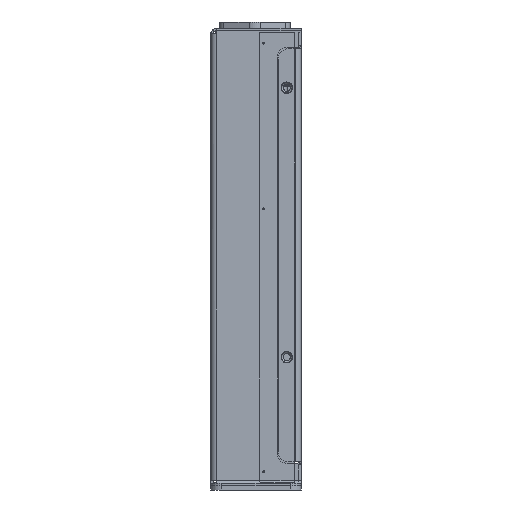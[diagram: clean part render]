
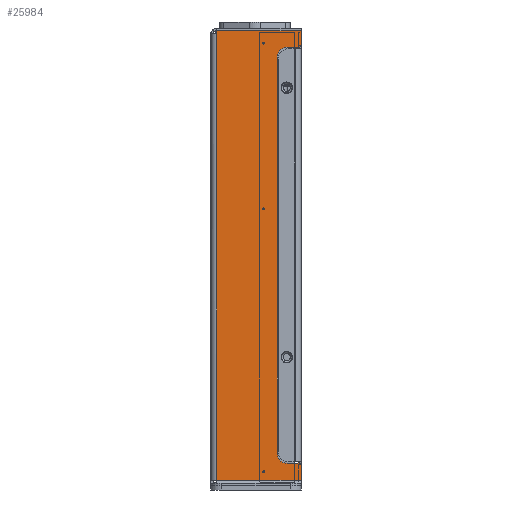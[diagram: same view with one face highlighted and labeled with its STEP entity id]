
A CAD part, left-side view. The second image highlights one B-rep face of the part: STEP entity #25984.
In plain terms, the highlighted planar face has unit normal (-1, 0, 0).
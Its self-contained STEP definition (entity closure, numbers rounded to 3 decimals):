
#1258=FACE_BOUND('',#7066,.T.);
#1259=FACE_BOUND('',#7067,.T.);
#1260=FACE_BOUND('',#7068,.T.);
#3139=CIRCLE('',#27604,0.5);
#3141=CIRCLE('',#27607,0.5);
#3143=CIRCLE('',#27610,0.5);
#3152=CIRCLE('',#27623,1.);
#3153=CIRCLE('',#27626,1.);
#3154=CIRCLE('',#27627,5.);
#3155=CIRCLE('',#27628,5.);
#5475=FACE_OUTER_BOUND('',#7065,.T.);
#7065=EDGE_LOOP('',(#20135,#20136,#20137,#20138,#20139,#20140,#20141,#20142,
#20143,#20144,#20145,#20146,#20147));
#7066=EDGE_LOOP('',(#20148));
#7067=EDGE_LOOP('',(#20149));
#7068=EDGE_LOOP('',(#20150));
#10300=LINE('',#39716,#11821);
#10303=LINE('',#39722,#11824);
#10304=LINE('',#39724,#11825);
#10305=LINE('',#39726,#11826);
#10306=LINE('',#39728,#11827);
#10307=LINE('',#39730,#11828);
#10308=LINE('',#39732,#11829);
#10309=LINE('',#39736,#11830);
#10310=LINE('',#39740,#11831);
#11821=VECTOR('',#31844,5.5);
#11824=VECTOR('',#31849,7.);
#11825=VECTOR('',#31850,40.7);
#11826=VECTOR('',#31851,1.59);
#11827=VECTOR('',#31852,215.2);
#11828=VECTOR('',#31853,40.7);
#11829=VECTOR('',#31854,7.);
#11830=VECTOR('',#31857,5.5);
#11831=VECTOR('',#31860,190.79);
#13358=VERTEX_POINT('',#39676);
#13360=VERTEX_POINT('',#39681);
#13362=VERTEX_POINT('',#39686);
#13372=VERTEX_POINT('',#39709);
#13373=VERTEX_POINT('',#39711);
#13374=VERTEX_POINT('',#39715);
#13376=VERTEX_POINT('',#39721);
#13377=VERTEX_POINT('',#39723);
#13378=VERTEX_POINT('',#39725);
#13379=VERTEX_POINT('',#39727);
#13380=VERTEX_POINT('',#39729);
#13381=VERTEX_POINT('',#39731);
#13382=VERTEX_POINT('',#39733);
#13383=VERTEX_POINT('',#39735);
#13384=VERTEX_POINT('',#39737);
#13385=VERTEX_POINT('',#39739);
#16114=EDGE_CURVE('',#13358,#13358,#3139,.T.);
#16116=EDGE_CURVE('',#13360,#13360,#3141,.T.);
#16118=EDGE_CURVE('',#13362,#13362,#3143,.T.);
#16128=EDGE_CURVE('',#13372,#13373,#3152,.T.);
#16130=EDGE_CURVE('',#13374,#13373,#10300,.T.);
#16133=EDGE_CURVE('',#13376,#13372,#10303,.T.);
#16134=EDGE_CURVE('',#13376,#13377,#10304,.T.);
#16135=EDGE_CURVE('',#13377,#13378,#10305,.T.);
#16136=EDGE_CURVE('',#13378,#13379,#10306,.T.);
#16137=EDGE_CURVE('',#13379,#13380,#10307,.T.);
#16138=EDGE_CURVE('',#13381,#13380,#10308,.T.);
#16139=EDGE_CURVE('',#13382,#13381,#3153,.T.);
#16140=EDGE_CURVE('',#13383,#13382,#10309,.T.);
#16141=EDGE_CURVE('',#13384,#13383,#3154,.T.);
#16142=EDGE_CURVE('',#13384,#13385,#10310,.T.);
#16143=EDGE_CURVE('',#13374,#13385,#3155,.T.);
#20135=ORIENTED_EDGE('',*,*,#16128,.F.);
#20136=ORIENTED_EDGE('',*,*,#16133,.F.);
#20137=ORIENTED_EDGE('',*,*,#16134,.T.);
#20138=ORIENTED_EDGE('',*,*,#16135,.T.);
#20139=ORIENTED_EDGE('',*,*,#16136,.T.);
#20140=ORIENTED_EDGE('',*,*,#16137,.T.);
#20141=ORIENTED_EDGE('',*,*,#16138,.F.);
#20142=ORIENTED_EDGE('',*,*,#16139,.F.);
#20143=ORIENTED_EDGE('',*,*,#16140,.F.);
#20144=ORIENTED_EDGE('',*,*,#16141,.F.);
#20145=ORIENTED_EDGE('',*,*,#16142,.T.);
#20146=ORIENTED_EDGE('',*,*,#16143,.F.);
#20147=ORIENTED_EDGE('',*,*,#16130,.T.);
#20148=ORIENTED_EDGE('',*,*,#16114,.T.);
#20149=ORIENTED_EDGE('',*,*,#16116,.T.);
#20150=ORIENTED_EDGE('',*,*,#16118,.T.);
#25363=PLANE('',#27625);
#25984=ADVANCED_FACE('',(#5475,#1258,#1259,#1260),#25363,.F.);
#27604=AXIS2_PLACEMENT_3D('',#39677,#31800,#31801);
#27607=AXIS2_PLACEMENT_3D('',#39682,#31806,#31807);
#27610=AXIS2_PLACEMENT_3D('',#39687,#31812,#31813);
#27623=AXIS2_PLACEMENT_3D('',#39712,#31839,#31840);
#27625=AXIS2_PLACEMENT_3D('',#39720,#31847,#31848);
#27626=AXIS2_PLACEMENT_3D('',#39734,#31855,#31856);
#27627=AXIS2_PLACEMENT_3D('',#39738,#31858,#31859);
#27628=AXIS2_PLACEMENT_3D('',#39741,#31861,#31862);
#31800=DIRECTION('center_axis',(1.,0.,0.));
#31801=DIRECTION('ref_axis',(0.,-1.,0.));
#31806=DIRECTION('center_axis',(1.,0.,0.));
#31807=DIRECTION('ref_axis',(0.,-1.,0.));
#31812=DIRECTION('center_axis',(1.,0.,0.));
#31813=DIRECTION('ref_axis',(0.,-1.,0.));
#31839=DIRECTION('center_axis',(1.,0.,0.));
#31840=DIRECTION('ref_axis',(0.,-0.707,0.707));
#31844=DIRECTION('',(0.,0.,1.));
#31847=DIRECTION('center_axis',(1.,0.,0.));
#31848=DIRECTION('ref_axis',(0.,0.,-1.));
#31849=DIRECTION('',(0.,-1.,0.));
#31850=DIRECTION('',(0.,0.,-1.));
#31851=DIRECTION('',(0.,-1.,0.));
#31852=DIRECTION('',(0.,-1.,0.));
#31853=DIRECTION('',(0.,0.,1.));
#31854=DIRECTION('',(0.,-1.,0.));
#31855=DIRECTION('center_axis',(1.,0.,0.));
#31856=DIRECTION('ref_axis',(0.,0.707,0.707));
#31857=DIRECTION('',(0.,0.,1.));
#31858=DIRECTION('center_axis',(-1.,0.,0.));
#31859=DIRECTION('ref_axis',(0.,-0.707,-0.707));
#31860=DIRECTION('',(0.,1.,0.));
#31861=DIRECTION('center_axis',(-1.,0.,0.));
#31862=DIRECTION('ref_axis',(0.,0.707,-0.707));
#39676=CARTESIAN_POINT('',(-2.8,-211.7,25.5));
#39677=CARTESIAN_POINT('Origin',(-2.8,-211.2,25.5));
#39681=CARTESIAN_POINT('',(-2.8,-84.9,25.5));
#39682=CARTESIAN_POINT('Origin',(-2.8,-84.4,25.5));
#39686=CARTESIAN_POINT('',(-2.8,-4.9,25.5));
#39687=CARTESIAN_POINT('Origin',(-2.8,-4.4,25.5));
#39709=CARTESIAN_POINT('',(-2.8,-5.41,43.5));
#39711=CARTESIAN_POINT('',(-2.8,-6.41,42.5));
#39712=CARTESIAN_POINT('Origin',(-2.8,-5.41,42.5));
#39715=CARTESIAN_POINT('',(-2.8,-6.41,37.));
#39716=CARTESIAN_POINT('',(-2.8,-6.41,26.739));
#39720=CARTESIAN_POINT('Origin',(-2.8,-109.,21.479));
#39721=CARTESIAN_POINT('',(-2.8,1.59,43.5));
#39722=CARTESIAN_POINT('',(-2.8,989.838,43.5));
#39723=CARTESIAN_POINT('',(-2.8,1.59,2.8));
#39724=CARTESIAN_POINT('',(-2.8,1.59,2.8));
#39725=CARTESIAN_POINT('',(-2.8,0.,2.8));
#39726=CARTESIAN_POINT('',(-2.8,-1158.338,2.8));
#39727=CARTESIAN_POINT('',(-2.8,-215.2,2.8));
#39728=CARTESIAN_POINT('',(-2.8,-109.,2.8));
#39729=CARTESIAN_POINT('',(-2.8,-215.2,43.5));
#39730=CARTESIAN_POINT('',(-2.8,-215.2,32.489));
#39731=CARTESIAN_POINT('',(-2.8,-208.2,43.5));
#39732=CARTESIAN_POINT('',(-2.8,989.838,43.5));
#39733=CARTESIAN_POINT('',(-2.8,-207.2,42.5));
#39734=CARTESIAN_POINT('Origin',(-2.8,-208.2,42.5));
#39735=CARTESIAN_POINT('',(-2.8,-207.2,37.));
#39736=CARTESIAN_POINT('',(-2.8,-207.2,34.84));
#39737=CARTESIAN_POINT('',(-2.8,-202.2,32.));
#39738=CARTESIAN_POINT('Origin',(-2.8,-202.2,37.));
#39739=CARTESIAN_POINT('',(-2.8,-11.41,32.));
#39740=CARTESIAN_POINT('',(-2.8,-158.1,32.));
#39741=CARTESIAN_POINT('Origin',(-2.8,-11.41,37.));
